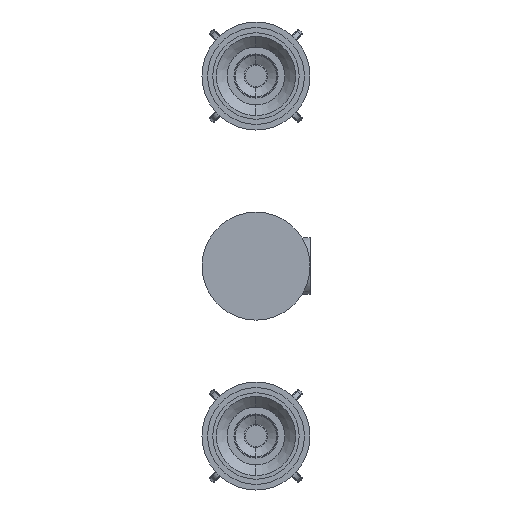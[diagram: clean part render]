
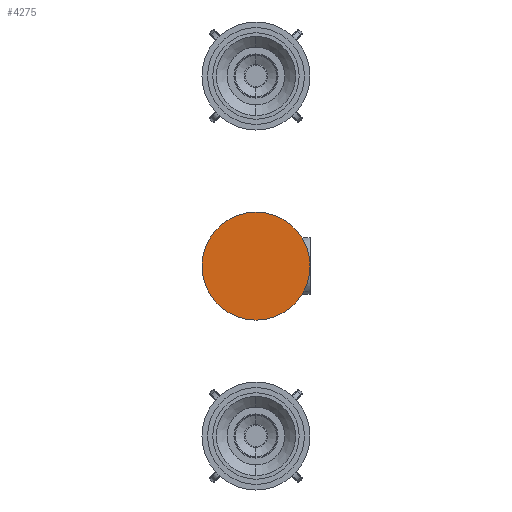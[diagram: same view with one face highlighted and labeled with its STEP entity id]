
A CAD part, front view. The second image highlights one B-rep face of the part: STEP entity #4275.
In plain terms, the highlighted planar face has unit normal (0, -1, 0).
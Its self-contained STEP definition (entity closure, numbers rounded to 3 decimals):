
#871=CARTESIAN_POINT('',(19.115,-23.893,-5.631));
#872=DIRECTION('',(0.,1.,0.));
#873=DIRECTION('',(0.,0.,1.));
#874=AXIS2_PLACEMENT_3D('',#871,#872,#873);
#876=CARTESIAN_POINT('',(19.115,-23.893,-5.631));
#877=DIRECTION('',(0.,1.,0.));
#878=DIRECTION('',(0.,0.,-1.));
#879=AXIS2_PLACEMENT_3D('',#876,#877,#878);
#1621=CARTESIAN_POINT('',(19.115,-23.893,24.369));
#1622=CARTESIAN_POINT('',(19.115,-23.893,
-35.631));
#1623=VERTEX_POINT('',#1621);
#1624=VERTEX_POINT('',#1622);
#4265=CARTESIAN_POINT('',(19.115,-23.893,24.369));
#4266=DIRECTION('',(0.,-1.,0.));
#4267=DIRECTION('',(0.,0.,1.));
#4268=AXIS2_PLACEMENT_3D('',#4265,#4266,#4267);
#4269=PLANE('',#4268);
#4270=ORIENTED_EDGE('',*,*,#4255,.T.);
#4272=ORIENTED_EDGE('',*,*,#4271,.T.);
#4273=EDGE_LOOP('',(#4270,#4272));
#4274=FACE_OUTER_BOUND('',#4273,.F.);
#4275=ADVANCED_FACE('',(#4274),#4269,.T.);
#875=CIRCLE('',#874,30.);
#880=CIRCLE('',#879,30.);
#4255=EDGE_CURVE('',#1623,#1624,#875,.T.);
#4271=EDGE_CURVE('',#1624,#1623,#880,.T.);
